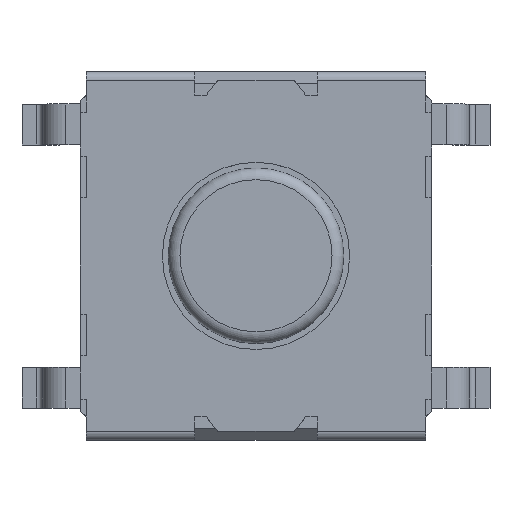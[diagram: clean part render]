
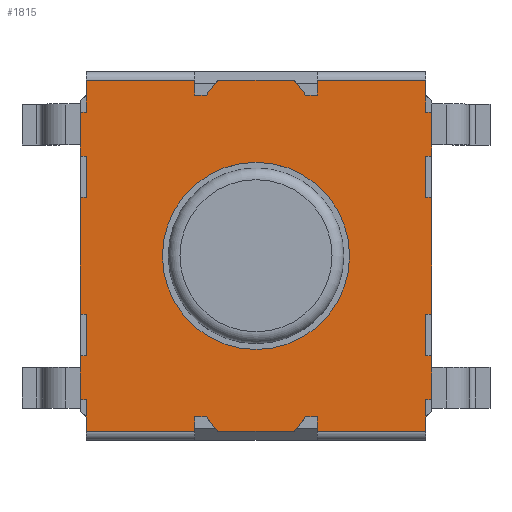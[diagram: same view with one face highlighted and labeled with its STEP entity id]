
A CAD part, top view. The second image highlights one B-rep face of the part: STEP entity #1815.
In plain terms, the highlighted planar face has unit normal (0, 0, 1).
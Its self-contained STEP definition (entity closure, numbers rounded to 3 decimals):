
#13=DIRECTION('',(0.,0.,1.));
#28=VECTOR('',#29,1.);
#29=DIRECTION('',(0.,1.,0.));
#36=VECTOR('',#37,1.);
#37=DIRECTION('',(1.,0.,0.));
#50=VECTOR('',#51,1.);
#51=DIRECTION('',(-1.,0.,0.));
#69=VECTOR('',#70,1.);
#70=DIRECTION('',(0.,-1.,0.));
#153=VECTOR('',#154,1.);
#154=DIRECTION('',(-0.,-1.,-0.));
#468=VECTOR('',#469,1.);
#469=DIRECTION('',(1.,0.,0.));
#618=VECTOR('',#619,1.);
#619=DIRECTION('',(-1.,-0.,-0.));
#623=VECTOR('',#624,1.);
#624=DIRECTION('',(0.,1.,0.));
#633=VERTEX_POINT('',#634);
#634=CARTESIAN_POINT('',(-3.,2.455,2.6));
#636=ORIENTED_EDGE('',*,*,#637,.T.);
#637=EDGE_CURVE('',#633,#638,#640,.T.);
#638=VERTEX_POINT('',#639);
#639=CARTESIAN_POINT('',(-3.,1.705,2.6));
#640=LINE('',#634,#153);
#668=VERTEX_POINT('',#669);
#669=CARTESIAN_POINT('',(-3.,1.,2.6));
#671=ORIENTED_EDGE('',*,*,#672,.T.);
#672=EDGE_CURVE('',#668,#673,#675,.T.);
#673=VERTEX_POINT('',#674);
#674=CARTESIAN_POINT('',(-3.,-1.,2.6));
#675=LINE('',#669,#153);
#731=VERTEX_POINT('',#732);
#732=CARTESIAN_POINT('',(-3.,-1.705,2.6));
#734=ORIENTED_EDGE('',*,*,#735,.T.);
#735=EDGE_CURVE('',#731,#736,#738,.T.);
#736=VERTEX_POINT('',#737);
#737=CARTESIAN_POINT('',(-3.,-2.455,2.6));
#738=LINE('',#732,#153);
#1097=VECTOR('',#1098,1.);
#1098=DIRECTION('',(0.,-1.,0.));
#1107=VERTEX_POINT('',#1108);
#1108=CARTESIAN_POINT('',(3.,-1.705,2.6));
#1111=EDGE_CURVE('',#1107,#1112,#1114,.T.);
#1112=VERTEX_POINT('',#1113);
#1113=CARTESIAN_POINT('',(3.,-2.455,2.6));
#1114=LINE('',#1108,#69);
#1176=VERTEX_POINT('',#1177);
#1177=CARTESIAN_POINT('',(3.,1.,2.6));
#1180=EDGE_CURVE('',#1176,#1181,#1183,.T.);
#1181=VERTEX_POINT('',#1182);
#1182=CARTESIAN_POINT('',(3.,-1.,2.6));
#1183=LINE('',#1177,#69);
#1243=VERTEX_POINT('',#1244);
#1244=CARTESIAN_POINT('',(3.,2.455,2.6));
#1247=EDGE_CURVE('',#1243,#1248,#1250,.T.);
#1248=VERTEX_POINT('',#1249);
#1249=CARTESIAN_POINT('',(3.,1.705,2.6));
#1250=LINE('',#1244,#69);
#1600=VECTOR('',#1601,1.);
#1601=DIRECTION('',(0.,-1.,0.));
#1617=DIRECTION('',(-1.,0.,0.));
#1666=VECTOR('',#1617,1.);
#1711=VECTOR('',#1712,1.);
#1712=DIRECTION('',(-1.,0.,0.));
#1767=VECTOR('',#1768,1.);
#1768=DIRECTION('',(0.,1.,0.));
#1776=VERTEX_POINT('',#1777);
#1777=CARTESIAN_POINT('',(-2.9,3.,2.6));
#1781=ORIENTED_EDGE('',*,*,#1782,.T.);
#1782=EDGE_CURVE('',#1776,#1783,#1785,.T.);
#1783=VERTEX_POINT('',#1784);
#1784=CARTESIAN_POINT('',(-2.9,2.455,2.6));
#1785=LINE('',#1777,#1097);
#1795=ORIENTED_EDGE('',*,*,#1796,.T.);
#1796=EDGE_CURVE('',#1783,#633,#1797,.T.);
#1797=LINE('',#1784,#618);
#1805=ORIENTED_EDGE('',*,*,#1806,.T.);
#1806=EDGE_CURVE('',#638,#1807,#1809,.T.);
#1807=VERTEX_POINT('',#1808);
#1808=CARTESIAN_POINT('',(-2.9,1.705,2.6));
#1809=LINE('',#639,#36);
#1815=ADVANCED_FACE('',(#1816,#1992),#2001,.T.);
#1816=FACE_BOUND('',#1817,.T.);
#1817=EDGE_LOOP('',(#1818,#1826,#1833,#1840,#1847,#1851,#1856,#1861,#1866,#1869,#1870,#1875,#1881,#1884,#1885,#1890,#1894,#1897,#1898,#1903,#1908,#1915,#1920,#1926,#1931,#1936,#1941,#1945,#1950,#1781,#1795,#636,#1805,#1953,#1959,#671,#1962,#1967,#1971,#734,#1974,#1979,#1984,#1989));
#1818=ORIENTED_EDGE('',*,*,#1819,.T.);
#1819=EDGE_CURVE('',#1820,#1822,#1824,.T.);
#1820=VERTEX_POINT('',#1821);
#1821=CARTESIAN_POINT('',(-1.05,-2.75,2.6));
#1822=VERTEX_POINT('',#1823);
#1823=CARTESIAN_POINT('',(-0.85,-2.75,2.6));
#1824=LINE('',#1825,#36);
#1825=CARTESIAN_POINT('',(-2.9,-2.75,2.6));
#1826=ORIENTED_EDGE('',*,*,#1827,.T.);
#1827=EDGE_CURVE('',#1822,#1828,#1830,.T.);
#1828=VERTEX_POINT('',#1829);
#1829=CARTESIAN_POINT('',(-0.65,-3.,2.6));
#1830=LINE('',#1823,#1831);
#1831=VECTOR('',#1832,1.);
#1832=DIRECTION('',(0.625,-0.781,0.));
#1833=ORIENTED_EDGE('',*,*,#1834,.T.);
#1834=EDGE_CURVE('',#1828,#1835,#1837,.T.);
#1835=VERTEX_POINT('',#1836);
#1836=CARTESIAN_POINT('',(0.65,-3.,2.6));
#1837=LINE('',#1829,#1838);
#1838=VECTOR('',#1839,1.);
#1839=DIRECTION('',(1.,0.,0.));
#1840=ORIENTED_EDGE('',*,*,#1841,.T.);
#1841=EDGE_CURVE('',#1835,#1842,#1844,.T.);
#1842=VERTEX_POINT('',#1843);
#1843=CARTESIAN_POINT('',(0.85,-2.75,2.6));
#1844=LINE('',#1836,#1845);
#1845=VECTOR('',#1846,1.);
#1846=DIRECTION('',(0.625,0.781,0.));
#1847=ORIENTED_EDGE('',*,*,#1848,.T.);
#1848=EDGE_CURVE('',#1842,#1849,#1824,.T.);
#1849=VERTEX_POINT('',#1850);
#1850=CARTESIAN_POINT('',(1.05,-2.75,2.6));
#1851=ORIENTED_EDGE('',*,*,#1852,.T.);
#1852=EDGE_CURVE('',#1849,#1853,#1855,.T.);
#1853=VERTEX_POINT('',#1854);
#1854=CARTESIAN_POINT('',(1.05,-3.,2.6));
#1855=LINE('',#1850,#1600);
#1856=ORIENTED_EDGE('',*,*,#1857,.T.);
#1857=EDGE_CURVE('',#1853,#1858,#1860,.T.);
#1858=VERTEX_POINT('',#1859);
#1859=CARTESIAN_POINT('',(2.9,-3.,2.6));
#1860=LINE('',#1854,#468);
#1861=ORIENTED_EDGE('',*,*,#1862,.T.);
#1862=EDGE_CURVE('',#1858,#1863,#1865,.T.);
#1863=VERTEX_POINT('',#1864);
#1864=CARTESIAN_POINT('',(2.9,-2.455,2.6));
#1865=LINE('',#1859,#623);
#1866=ORIENTED_EDGE('',*,*,#1867,.F.);
#1867=EDGE_CURVE('',#1112,#1863,#1868,.T.);
#1868=LINE('',#1113,#50);
#1869=ORIENTED_EDGE('',*,*,#1111,.F.);
#1870=ORIENTED_EDGE('',*,*,#1871,.F.);
#1871=EDGE_CURVE('',#1872,#1107,#1874,.T.);
#1872=VERTEX_POINT('',#1873);
#1873=CARTESIAN_POINT('',(2.9,-1.705,2.6));
#1874=LINE('',#1873,#36);
#1875=ORIENTED_EDGE('',*,*,#1876,.T.);
#1876=EDGE_CURVE('',#1872,#1877,#1879,.T.);
#1877=VERTEX_POINT('',#1878);
#1878=CARTESIAN_POINT('',(2.9,-1.,2.6));
#1879=LINE('',#1880,#28);
#1880=CARTESIAN_POINT('',(2.9,-2.75,2.6));
#1881=ORIENTED_EDGE('',*,*,#1882,.F.);
#1882=EDGE_CURVE('',#1181,#1877,#1883,.T.);
#1883=LINE('',#1182,#50);
#1884=ORIENTED_EDGE('',*,*,#1180,.F.);
#1885=ORIENTED_EDGE('',*,*,#1886,.F.);
#1886=EDGE_CURVE('',#1887,#1176,#1889,.T.);
#1887=VERTEX_POINT('',#1888);
#1888=CARTESIAN_POINT('',(2.9,1.,2.6));
#1889=LINE('',#1888,#36);
#1890=ORIENTED_EDGE('',*,*,#1891,.T.);
#1891=EDGE_CURVE('',#1887,#1892,#1879,.T.);
#1892=VERTEX_POINT('',#1893);
#1893=CARTESIAN_POINT('',(2.9,1.705,2.6));
#1894=ORIENTED_EDGE('',*,*,#1895,.F.);
#1895=EDGE_CURVE('',#1248,#1892,#1896,.T.);
#1896=LINE('',#1249,#50);
#1897=ORIENTED_EDGE('',*,*,#1247,.F.);
#1898=ORIENTED_EDGE('',*,*,#1899,.F.);
#1899=EDGE_CURVE('',#1900,#1243,#1902,.T.);
#1900=VERTEX_POINT('',#1901);
#1901=CARTESIAN_POINT('',(2.9,2.455,2.6));
#1902=LINE('',#1901,#36);
#1903=ORIENTED_EDGE('',*,*,#1904,.T.);
#1904=EDGE_CURVE('',#1900,#1905,#1907,.T.);
#1905=VERTEX_POINT('',#1906);
#1906=CARTESIAN_POINT('',(2.9,3.,2.6));
#1907=LINE('',#1901,#623);
#1908=ORIENTED_EDGE('',*,*,#1909,.F.);
#1909=EDGE_CURVE('',#1910,#1905,#1912,.T.);
#1910=VERTEX_POINT('',#1911);
#1911=CARTESIAN_POINT('',(1.05,3.,2.6));
#1912=LINE('',#1911,#1913);
#1913=VECTOR('',#1914,1.);
#1914=DIRECTION('',(1.,0.,0.));
#1915=ORIENTED_EDGE('',*,*,#1916,.F.);
#1916=EDGE_CURVE('',#1917,#1910,#1919,.T.);
#1917=VERTEX_POINT('',#1918);
#1918=CARTESIAN_POINT('',(1.05,2.75,2.6));
#1919=LINE('',#1918,#1767);
#1920=ORIENTED_EDGE('',*,*,#1921,.T.);
#1921=EDGE_CURVE('',#1917,#1922,#1924,.T.);
#1922=VERTEX_POINT('',#1923);
#1923=CARTESIAN_POINT('',(0.85,2.75,2.6));
#1924=LINE('',#1925,#50);
#1925=CARTESIAN_POINT('',(2.9,2.75,2.6));
#1926=ORIENTED_EDGE('',*,*,#1927,.F.);
#1927=EDGE_CURVE('',#1928,#1922,#1930,.T.);
#1928=VERTEX_POINT('',#1929);
#1929=CARTESIAN_POINT('',(0.65,3.,2.6));
#1930=LINE('',#1929,#1831);
#1931=ORIENTED_EDGE('',*,*,#1932,.F.);
#1932=EDGE_CURVE('',#1933,#1928,#1935,.T.);
#1933=VERTEX_POINT('',#1934);
#1934=CARTESIAN_POINT('',(-0.65,3.,2.6));
#1935=LINE('',#1934,#1913);
#1936=ORIENTED_EDGE('',*,*,#1937,.F.);
#1937=EDGE_CURVE('',#1938,#1933,#1940,.T.);
#1938=VERTEX_POINT('',#1939);
#1939=CARTESIAN_POINT('',(-0.85,2.75,2.6));
#1940=LINE('',#1939,#1845);
#1941=ORIENTED_EDGE('',*,*,#1942,.T.);
#1942=EDGE_CURVE('',#1938,#1943,#1924,.T.);
#1943=VERTEX_POINT('',#1944);
#1944=CARTESIAN_POINT('',(-1.05,2.75,2.6));
#1945=ORIENTED_EDGE('',*,*,#1946,.T.);
#1946=EDGE_CURVE('',#1943,#1947,#1949,.T.);
#1947=VERTEX_POINT('',#1948);
#1948=CARTESIAN_POINT('',(-1.05,3.,2.6));
#1949=LINE('',#1944,#1767);
#1950=ORIENTED_EDGE('',*,*,#1951,.T.);
#1951=EDGE_CURVE('',#1947,#1776,#1952,.T.);
#1952=LINE('',#1948,#1711);
#1953=ORIENTED_EDGE('',*,*,#1954,.T.);
#1954=EDGE_CURVE('',#1807,#1955,#1957,.T.);
#1955=VERTEX_POINT('',#1956);
#1956=CARTESIAN_POINT('',(-2.9,1.,2.6));
#1957=LINE('',#1958,#69);
#1958=CARTESIAN_POINT('',(-2.9,2.75,2.6));
#1959=ORIENTED_EDGE('',*,*,#1960,.T.);
#1960=EDGE_CURVE('',#1955,#668,#1961,.T.);
#1961=LINE('',#1956,#618);
#1962=ORIENTED_EDGE('',*,*,#1963,.T.);
#1963=EDGE_CURVE('',#673,#1964,#1966,.T.);
#1964=VERTEX_POINT('',#1965);
#1965=CARTESIAN_POINT('',(-2.9,-1.,2.6));
#1966=LINE('',#674,#36);
#1967=ORIENTED_EDGE('',*,*,#1968,.T.);
#1968=EDGE_CURVE('',#1964,#1969,#1957,.T.);
#1969=VERTEX_POINT('',#1970);
#1970=CARTESIAN_POINT('',(-2.9,-1.705,2.6));
#1971=ORIENTED_EDGE('',*,*,#1972,.T.);
#1972=EDGE_CURVE('',#1969,#731,#1973,.T.);
#1973=LINE('',#1970,#618);
#1974=ORIENTED_EDGE('',*,*,#1975,.T.);
#1975=EDGE_CURVE('',#736,#1976,#1978,.T.);
#1976=VERTEX_POINT('',#1977);
#1977=CARTESIAN_POINT('',(-2.9,-2.455,2.6));
#1978=LINE('',#737,#36);
#1979=ORIENTED_EDGE('',*,*,#1980,.T.);
#1980=EDGE_CURVE('',#1976,#1981,#1983,.T.);
#1981=VERTEX_POINT('',#1982);
#1982=CARTESIAN_POINT('',(-2.9,-3.,2.6));
#1983=LINE('',#1977,#1097);
#1984=ORIENTED_EDGE('',*,*,#1985,.F.);
#1985=EDGE_CURVE('',#1986,#1981,#1988,.T.);
#1986=VERTEX_POINT('',#1987);
#1987=CARTESIAN_POINT('',(-1.05,-3.,2.6));
#1988=LINE('',#1987,#1666);
#1989=ORIENTED_EDGE('',*,*,#1990,.F.);
#1990=EDGE_CURVE('',#1820,#1986,#1991,.T.);
#1991=LINE('',#1821,#1600);
#1992=FACE_BOUND('',#1993,.T.);
#1993=EDGE_LOOP('',(#1994));
#1994=ORIENTED_EDGE('',*,*,#1995,.F.);
#1995=EDGE_CURVE('',#1996,#1996,#1998,.T.);
#1996=VERTEX_POINT('',#1997);
#1997=CARTESIAN_POINT('',(1.6,0.,2.6));
#1998=CIRCLE('',#1999,1.6);
#1999=AXIS2_PLACEMENT_3D('',#2000,#13,#37);
#2000=CARTESIAN_POINT('',(0.,0.,2.6));
#2001=PLANE('',#1999);
